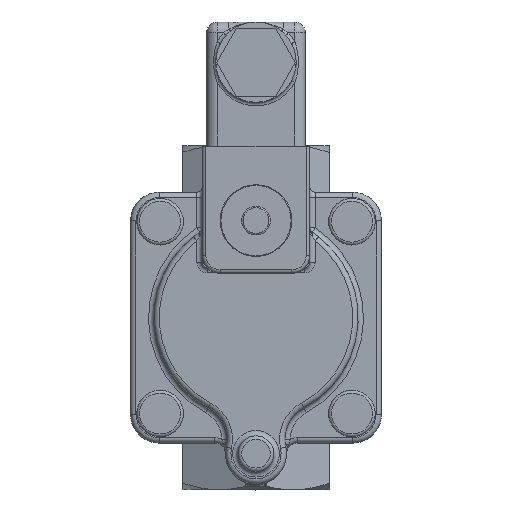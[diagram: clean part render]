
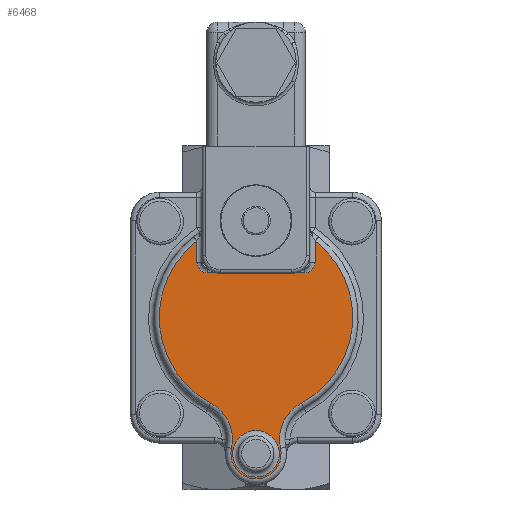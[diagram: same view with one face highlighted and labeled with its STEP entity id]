
A CAD part, top view. The second image highlights one B-rep face of the part: STEP entity #6468.
In plain terms, the highlighted planar face has unit normal (0, 0, 1).
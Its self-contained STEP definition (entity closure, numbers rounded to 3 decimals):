
#654=LINE('',#13285,#957);
#655=LINE('',#13289,#958);
#656=LINE('',#13293,#959);
#957=VECTOR('',#8995,5.872);
#958=VECTOR('',#8998,27.);
#959=VECTOR('',#9001,5.872);
#1092=PLANE('',#7219);
#1321=FACE_BOUND('',#2157,.T.);
#1672=FACE_OUTER_BOUND('',#2156,.T.);
#2156=EDGE_LOOP('',(#5811,#5812,#5813,#5814,#5815,#5816,#5817,#5818,#5819,
#5820));
#2157=EDGE_LOOP('',(#5821));
#2548=CIRCLE('',#7217,6.5);
#2550=CIRCLE('',#7220,27.);
#2551=CIRCLE('',#7221,3.);
#2552=CIRCLE('',#7222,3.);
#2553=CIRCLE('',#7223,27.);
#2554=CIRCLE('',#7224,11.5);
#2555=CIRCLE('',#7225,7.);
#2556=CIRCLE('',#7226,11.5);
#3180=VERTEX_POINT('',#13276);
#3182=VERTEX_POINT('',#13281);
#3183=VERTEX_POINT('',#13282);
#3184=VERTEX_POINT('',#13284);
#3185=VERTEX_POINT('',#13286);
#3186=VERTEX_POINT('',#13288);
#3187=VERTEX_POINT('',#13290);
#3188=VERTEX_POINT('',#13292);
#3189=VERTEX_POINT('',#13294);
#3190=VERTEX_POINT('',#13296);
#3191=VERTEX_POINT('',#13298);
#4071=EDGE_CURVE('',#3180,#3180,#2548,.T.);
#4073=EDGE_CURVE('',#3182,#3183,#2550,.T.);
#4074=EDGE_CURVE('',#3184,#3182,#654,.T.);
#4075=EDGE_CURVE('',#3185,#3184,#2551,.T.);
#4076=EDGE_CURVE('',#3186,#3185,#655,.T.);
#4077=EDGE_CURVE('',#3187,#3186,#2552,.T.);
#4078=EDGE_CURVE('',#3188,#3187,#656,.T.);
#4079=EDGE_CURVE('',#3189,#3188,#2553,.T.);
#4080=EDGE_CURVE('',#3190,#3189,#2554,.T.);
#4081=EDGE_CURVE('',#3191,#3190,#2555,.T.);
#4082=EDGE_CURVE('',#3183,#3191,#2556,.T.);
#5811=ORIENTED_EDGE('',*,*,#4073,.F.);
#5812=ORIENTED_EDGE('',*,*,#4074,.F.);
#5813=ORIENTED_EDGE('',*,*,#4075,.F.);
#5814=ORIENTED_EDGE('',*,*,#4076,.F.);
#5815=ORIENTED_EDGE('',*,*,#4077,.F.);
#5816=ORIENTED_EDGE('',*,*,#4078,.F.);
#5817=ORIENTED_EDGE('',*,*,#4079,.F.);
#5818=ORIENTED_EDGE('',*,*,#4080,.F.);
#5819=ORIENTED_EDGE('',*,*,#4081,.F.);
#5820=ORIENTED_EDGE('',*,*,#4082,.F.);
#5821=ORIENTED_EDGE('',*,*,#4071,.F.);
#6468=ADVANCED_FACE('',(#1672,#1321),#1092,.T.);
#7217=AXIS2_PLACEMENT_3D('',#13277,#8987,#8988);
#7219=AXIS2_PLACEMENT_3D('',#13280,#8991,#8992);
#7220=AXIS2_PLACEMENT_3D('',#13283,#8993,#8994);
#7221=AXIS2_PLACEMENT_3D('',#13287,#8996,#8997);
#7222=AXIS2_PLACEMENT_3D('',#13291,#8999,#9000);
#7223=AXIS2_PLACEMENT_3D('',#13295,#9002,#9003);
#7224=AXIS2_PLACEMENT_3D('',#13297,#9004,#9005);
#7225=AXIS2_PLACEMENT_3D('',#13299,#9006,#9007);
#7226=AXIS2_PLACEMENT_3D('',#13300,#9008,#9009);
#8987=DIRECTION('center_axis',(0.,0.,
1.));
#8988=DIRECTION('ref_axis',(0.,-1.,0.));
#8991=DIRECTION('center_axis',(0.,0.,
1.));
#8992=DIRECTION('ref_axis',(0.,-1.,0.));
#8993=DIRECTION('center_axis',(0.,0.,
-1.));
#8994=DIRECTION('ref_axis',(0.998,-0.065,0.));
#8995=DIRECTION('',(0.,1.,0.));
#8996=DIRECTION('center_axis',(0.,0.,
1.));
#8997=DIRECTION('ref_axis',(0.707,-0.707,0.));
#8998=DIRECTION('',(1.,0.,0.));
#8999=DIRECTION('center_axis',(0.,0.,
1.));
#9000=DIRECTION('ref_axis',(-0.707,-0.707,0.));
#9001=DIRECTION('',(0.,-1.,0.));
#9002=DIRECTION('center_axis',(0.,0.,
-1.));
#9003=DIRECTION('ref_axis',(-0.998,-0.065,0.));
#9004=DIRECTION('center_axis',(0.,0.,
1.));
#9005=DIRECTION('ref_axis',(0.908,0.419,0.));
#9006=DIRECTION('center_axis',(0.,0.,
-1.));
#9007=DIRECTION('ref_axis',(0.,-1.,0.));
#9008=DIRECTION('center_axis',(0.,0.,
1.));
#9009=DIRECTION('ref_axis',(-0.908,0.419,0.));
#13276=CARTESIAN_POINT('',(0.,-31.5,40.55));
#13277=CARTESIAN_POINT('Origin',(0.,-38.,40.55));
#13280=CARTESIAN_POINT('Origin',(-14.25,0.,40.55));
#13281=CARTESIAN_POINT('',(16.5,21.372,40.55));
#13282=CARTESIAN_POINT('',(12.667,-23.844,40.55));
#13283=CARTESIAN_POINT('Origin',(0.,0.,
40.55));
#13284=CARTESIAN_POINT('',(16.5,15.5,40.55));
#13285=CARTESIAN_POINT('',(16.5,20.25,40.55));
#13286=CARTESIAN_POINT('',(13.5,12.5,40.55));
#13287=CARTESIAN_POINT('Origin',(13.5,15.5,40.55));
#13288=CARTESIAN_POINT('',(-13.5,12.5,40.55));
#13289=CARTESIAN_POINT('',(-0.375,12.5,40.55));
#13290=CARTESIAN_POINT('',(-16.5,15.5,40.55));
#13291=CARTESIAN_POINT('Origin',(-13.5,15.5,40.55));
#13292=CARTESIAN_POINT('',(-16.5,21.372,40.55));
#13293=CARTESIAN_POINT('',(-16.5,7.75,40.55));
#13294=CARTESIAN_POINT('',(-12.667,-23.844,40.55));
#13295=CARTESIAN_POINT('Origin',(0.,0.,
40.55));
#13296=CARTESIAN_POINT('',(-6.834,-36.486,40.55));
#13297=CARTESIAN_POINT('Origin',(-18.062,-34.,40.55));
#13298=CARTESIAN_POINT('',(6.834,-36.486,40.55));
#13299=CARTESIAN_POINT('Origin',(0.,-38.,40.55));
#13300=CARTESIAN_POINT('Origin',(18.062,-34.,40.55));
